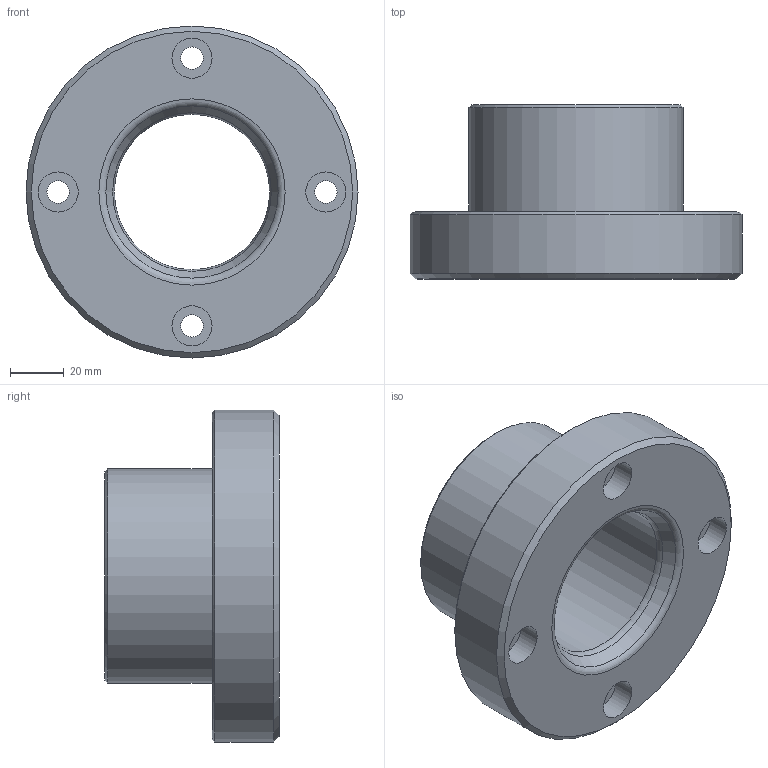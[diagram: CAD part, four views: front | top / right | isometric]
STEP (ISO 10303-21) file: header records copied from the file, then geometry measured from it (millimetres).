
FILE_DESCRIPTION (( 'STEP AP214' ), '1' );
FILE_NAME ('STARK_807 301_C.STEP', '2020-02-13T14:11:04', ( '' ), ( '' ), 'SwSTEP 2.0', 'SolidWorks 2019', '' );
FILE_SCHEMA (( 'AUTOMOTIVE_DESIGN' ));
Length unit declared in the file: millimetre
Products named in the file (1): STARK_807 301_C
Bounding box: 124 x 65 x 124 mm (x, y, z)
Volume: 317511.9 mm3; surface area: 51904.2 mm2
Topology: 1 solids, 1 shells, 25 faces, 47 edges, 29 vertices
Faces by surface type: cylinder 11, plane 7, cone 5, torus 2
Full cylindrical faces by diameter (mm): 8.4 x4, 15 x4, 58 x1, 80 x1, 124 x1
Entity records: 598 total; most frequent: DIRECTION 110, CARTESIAN_POINT 84, EDGE_LOOP 58, ORIENTED_EDGE 58, AXIS2_PLACEMENT_3D 55, FACE_OUTER_BOUND 38, EDGE_CURVE 29, CIRCLE 29
